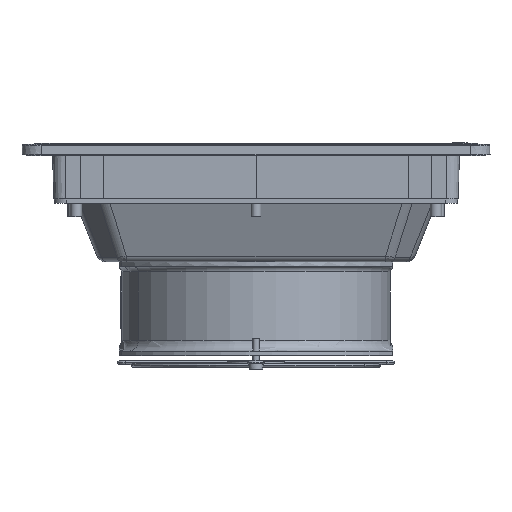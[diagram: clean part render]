
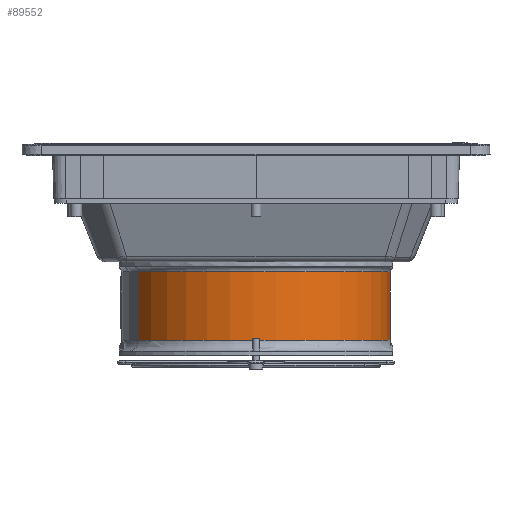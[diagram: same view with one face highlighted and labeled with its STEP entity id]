
A CAD part, front view. The second image highlights one B-rep face of the part: STEP entity #89552.
In plain terms, the highlighted cylindrical face has radius 74.5 mm (diameter 149 mm), a partial arc.
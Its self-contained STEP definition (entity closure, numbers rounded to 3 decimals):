
#89353=CARTESIAN_POINT('Axis2P3D Location',(0.,0.,-63.5)) ;
#89358=CARTESIAN_POINT('Line Origine',(-65.38,-35.717,-62.)) ;
#89362=CARTESIAN_POINT('Vertex',(-65.38,-35.717,-81.)) ;
#89364=CARTESIAN_POINT('Vertex',(-65.38,-35.717,-43.)) ;
#89371=CARTESIAN_POINT('Vertex',(65.38,35.717,-43.)) ;
#89374=CARTESIAN_POINT('Line Origine',(65.38,35.717,-62.)) ;
#89378=CARTESIAN_POINT('Vertex',(65.38,35.717,-81.)) ;
#89536=CARTESIAN_POINT('Axis2P3D Location',(0.,0.,-43.)) ;
#89541=CARTESIAN_POINT('Axis2P3D Location',(0.,0.,-81.)) ;
#89354=DIRECTION('Axis2P3D Direction',(0.,0.,1.)) ;
#89355=DIRECTION('Axis2P3D XDirection',(0.878,0.479,0.)) ;
#89359=DIRECTION('Vector Direction',(0.,0.,1.)) ;
#89375=DIRECTION('Vector Direction',(0.,0.,1.)) ;
#89537=DIRECTION('Axis2P3D Direction',(0.,0.,1.)) ;
#89542=DIRECTION('Axis2P3D Direction',(0.,0.,1.)) ;
#89356=AXIS2_PLACEMENT_3D('Cylinder Axis2P3D',#89353,#89354,#89355) ;
#89538=AXIS2_PLACEMENT_3D('Circle Axis2P3D',#89536,#89537,$) ;
#89543=AXIS2_PLACEMENT_3D('Circle Axis2P3D',#89541,#89542,$) ;
#89547=ORIENTED_EDGE('',*,*,#89380,.T.) ;
#89548=ORIENTED_EDGE('',*,*,#89540,.F.) ;
#89549=ORIENTED_EDGE('',*,*,#89366,.F.) ;
#89550=ORIENTED_EDGE('',*,*,#89545,.T.) ;
#89360=VECTOR('Line Direction',#89359,1.) ;
#89376=VECTOR('Line Direction',#89375,1.) ;
#89552=ADVANCED_FACE('PartBody',(#89551),#89357,.T.) ;
#89539=CIRCLE('generated circle',#89538,74.5) ;
#89544=CIRCLE('generated circle',#89543,74.5) ;
#89357=CYLINDRICAL_SURFACE('generated cylinder',#89356,74.5) ;
#89366=EDGE_CURVE('',#89363,#89365,#89361,.T.) ;
#89380=EDGE_CURVE('',#89379,#89372,#89377,.T.) ;
#89540=EDGE_CURVE('',#89365,#89372,#89539,.T.) ;
#89545=EDGE_CURVE('',#89363,#89379,#89544,.T.) ;
#89546=EDGE_LOOP('',(#89547,#89548,#89549,#89550)) ;
#89551=FACE_OUTER_BOUND('',#89546,.T.) ;
#89361=LINE('Line',#89358,#89360) ;
#89377=LINE('Line',#89374,#89376) ;
#89363=VERTEX_POINT('',#89362) ;
#89365=VERTEX_POINT('',#89364) ;
#89372=VERTEX_POINT('',#89371) ;
#89379=VERTEX_POINT('',#89378) ;
